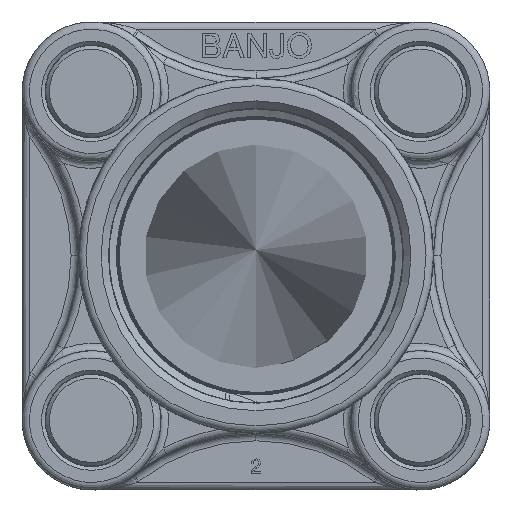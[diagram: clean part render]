
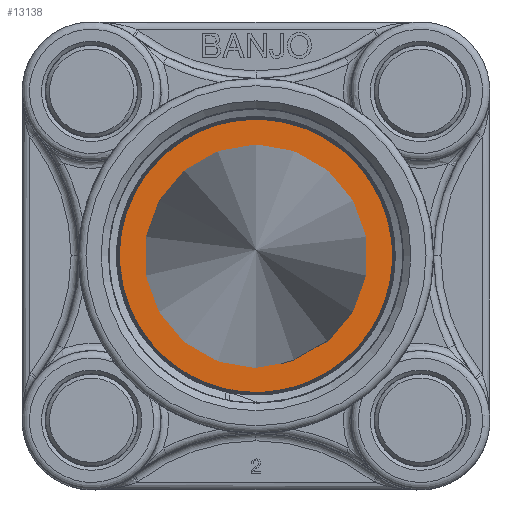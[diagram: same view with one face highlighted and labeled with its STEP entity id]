
A CAD part, top view. The second image highlights one B-rep face of the part: STEP entity #13138.
In plain terms, the highlighted face is planar.
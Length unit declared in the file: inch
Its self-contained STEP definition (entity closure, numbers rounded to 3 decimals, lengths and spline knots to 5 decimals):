
#815=FACE_BOUND('',#4305,.T.);
#816=FACE_BOUND('',#4306,.T.);
#817=FACE_BOUND('',#4307,.T.);
#818=FACE_BOUND('',#4308,.T.);
#819=FACE_BOUND('',#4309,.T.);
#929=PLANE('',#14194);
#1392=LINE('',#20978,#2386);
#1394=LINE('',#20990,#2388);
#1396=LINE('',#21002,#2390);
#1398=LINE('',#21011,#2392);
#2386=VECTOR('',#15916,0.3937);
#2388=VECTOR('',#15930,0.3937);
#2390=VECTOR('',#15944,0.3937);
#2392=VECTOR('',#15956,0.3937);
#3493=FACE_OUTER_BOUND('',#4304,.T.);
#4304=EDGE_LOOP('',(#9691,#9692,#9693,#9694,#9695,#9696,#9697,#9698));
#4305=EDGE_LOOP('',(#9699,#9700));
#4306=EDGE_LOOP('',(#9701));
#4307=EDGE_LOOP('',(#9702));
#4308=EDGE_LOOP('',(#9703));
#4309=EDGE_LOOP('',(#9704));
#5027=CIRCLE('',#14168,0.34375);
#5030=CIRCLE('',#14173,0.34375);
#5034=CIRCLE('',#14179,0.34375);
#5038=CIRCLE('',#14185,0.34375);
#5042=CIRCLE('',#14195,0.75);
#5043=CIRCLE('',#14196,0.75);
#5044=CIRCLE('',#14197,0.203);
#5045=CIRCLE('',#14198,0.203);
#5046=CIRCLE('',#14199,0.203);
#5047=CIRCLE('',#14200,0.203);
#5843=VERTEX_POINT('',#20966);
#5846=VERTEX_POINT('',#20971);
#5848=VERTEX_POINT('',#20976);
#5850=VERTEX_POINT('',#20982);
#5852=VERTEX_POINT('',#20988);
#5854=VERTEX_POINT('',#20994);
#5856=VERTEX_POINT('',#21000);
#5858=VERTEX_POINT('',#21006);
#5864=VERTEX_POINT('',#21032);
#5865=VERTEX_POINT('',#21033);
#5866=VERTEX_POINT('',#21036);
#5867=VERTEX_POINT('',#21038);
#5868=VERTEX_POINT('',#21040);
#5869=VERTEX_POINT('',#21042);
#7264=EDGE_CURVE('',#5846,#5843,#5027,.T.);
#7266=EDGE_CURVE('',#5848,#5846,#1392,.T.);
#7269=EDGE_CURVE('',#5850,#5848,#5030,.T.);
#7272=EDGE_CURVE('',#5852,#5850,#1394,.T.);
#7275=EDGE_CURVE('',#5854,#5852,#5034,.T.);
#7278=EDGE_CURVE('',#5856,#5854,#1396,.T.);
#7281=EDGE_CURVE('',#5858,#5856,#5038,.T.);
#7283=EDGE_CURVE('',#5843,#5858,#1398,.T.);
#7294=EDGE_CURVE('',#5864,#5865,#5042,.T.);
#7295=EDGE_CURVE('',#5865,#5864,#5043,.T.);
#7296=EDGE_CURVE('',#5866,#5866,#5044,.T.);
#7297=EDGE_CURVE('',#5867,#5867,#5045,.T.);
#7298=EDGE_CURVE('',#5868,#5868,#5046,.T.);
#7299=EDGE_CURVE('',#5869,#5869,#5047,.T.);
#9691=ORIENTED_EDGE('',*,*,#7264,.F.);
#9692=ORIENTED_EDGE('',*,*,#7266,.F.);
#9693=ORIENTED_EDGE('',*,*,#7269,.F.);
#9694=ORIENTED_EDGE('',*,*,#7272,.F.);
#9695=ORIENTED_EDGE('',*,*,#7275,.F.);
#9696=ORIENTED_EDGE('',*,*,#7278,.F.);
#9697=ORIENTED_EDGE('',*,*,#7281,.F.);
#9698=ORIENTED_EDGE('',*,*,#7283,.F.);
#9699=ORIENTED_EDGE('',*,*,#7294,.F.);
#9700=ORIENTED_EDGE('',*,*,#7295,.F.);
#9701=ORIENTED_EDGE('',*,*,#7296,.T.);
#9702=ORIENTED_EDGE('',*,*,#7297,.T.);
#9703=ORIENTED_EDGE('',*,*,#7298,.T.);
#9704=ORIENTED_EDGE('',*,*,#7299,.T.);
#13138=ADVANCED_FACE('',(#3493,#815,#816,#817,#818,#819),#929,.T.);
#14168=AXIS2_PLACEMENT_3D('',#20973,#15910,#15911);
#14173=AXIS2_PLACEMENT_3D('',#20984,#15922,#15923);
#14179=AXIS2_PLACEMENT_3D('',#20996,#15936,#15937);
#14185=AXIS2_PLACEMENT_3D('',#21008,#15950,#15951);
#14194=AXIS2_PLACEMENT_3D('',#21031,#15977,#15978);
#14195=AXIS2_PLACEMENT_3D('',#21034,#15979,#15980);
#14196=AXIS2_PLACEMENT_3D('',#21035,#15981,#15982);
#14197=AXIS2_PLACEMENT_3D('',#21037,#15983,#15984);
#14198=AXIS2_PLACEMENT_3D('',#21039,#15985,#15986);
#14199=AXIS2_PLACEMENT_3D('',#21041,#15987,#15988);
#14200=AXIS2_PLACEMENT_3D('',#21043,#15989,#15990);
#15910=DIRECTION('center_axis',(-1.,0.,0.));
#15911=DIRECTION('ref_axis',(0.,-0.707,0.707));
#15916=DIRECTION('',(0.,0.,1.));
#15922=DIRECTION('center_axis',(-1.,0.,0.));
#15923=DIRECTION('ref_axis',(0.,-0.707,-0.707));
#15930=DIRECTION('',(0.,-1.,0.));
#15936=DIRECTION('center_axis',(-1.,0.,0.));
#15937=DIRECTION('ref_axis',(0.,0.707,-0.707));
#15944=DIRECTION('',(0.,0.,-1.));
#15950=DIRECTION('center_axis',(-1.,0.,0.));
#15951=DIRECTION('ref_axis',(0.,0.707,0.707));
#15956=DIRECTION('',(0.,1.,0.));
#15977=DIRECTION('center_axis',(1.,0.,0.));
#15978=DIRECTION('ref_axis',(0.,0.,-1.));
#15979=DIRECTION('center_axis',(1.,0.,0.));
#15980=DIRECTION('ref_axis',(0.,0.,-1.));
#15981=DIRECTION('center_axis',(1.,0.,0.));
#15982=DIRECTION('ref_axis',(0.,0.,-1.));
#15983=DIRECTION('center_axis',(-1.,0.,0.));
#15984=DIRECTION('ref_axis',(0.,0.,1.));
#15985=DIRECTION('center_axis',(-1.,0.,0.));
#15986=DIRECTION('ref_axis',(0.,0.,1.));
#15987=DIRECTION('center_axis',(-1.,0.,0.));
#15988=DIRECTION('ref_axis',(0.,0.,1.));
#15989=DIRECTION('center_axis',(-1.,0.,0.));
#15990=DIRECTION('ref_axis',(0.,0.,1.));
#20966=CARTESIAN_POINT('',(1.34375,-1.31125,1.655));
#20971=CARTESIAN_POINT('',(1.34375,-1.655,1.31125));
#20973=CARTESIAN_POINT('Origin',(1.34375,-1.31125,1.31125));
#20976=CARTESIAN_POINT('',(1.34375,-1.655,-1.31125));
#20978=CARTESIAN_POINT('',(1.34375,-1.655,-0.65563));
#20982=CARTESIAN_POINT('',(1.34375,-1.31125,-1.655));
#20984=CARTESIAN_POINT('Origin',(1.34375,-1.31125,-1.31125));
#20988=CARTESIAN_POINT('',(1.34375,1.31125,-1.655));
#20990=CARTESIAN_POINT('',(1.34375,1.03063,-1.655));
#20994=CARTESIAN_POINT('',(1.34375,1.655,-1.31125));
#20996=CARTESIAN_POINT('Origin',(1.34375,1.31125,-1.31125));
#21000=CARTESIAN_POINT('',(1.34375,1.655,1.31125));
#21002=CARTESIAN_POINT('',(1.34375,1.655,0.65563));
#21006=CARTESIAN_POINT('',(1.34375,1.31125,1.655));
#21008=CARTESIAN_POINT('Origin',(1.34375,1.31125,1.31125));
#21011=CARTESIAN_POINT('',(1.34375,-0.28063,1.655));
#21031=CARTESIAN_POINT('Origin',(1.34375,0.75,0.));
#21032=CARTESIAN_POINT('',(1.34375,0.75,0.));
#21033=CARTESIAN_POINT('',(1.34375,-0.75,0.));
#21034=CARTESIAN_POINT('Origin',(1.34375,0.,0.));
#21035=CARTESIAN_POINT('Origin',(1.34375,0.,0.));
#21036=CARTESIAN_POINT('',(1.34375,1.32936,1.12636));
#21037=CARTESIAN_POINT('Origin',(1.34375,1.32936,1.32936));
#21038=CARTESIAN_POINT('',(1.34375,-1.32936,1.12636));
#21039=CARTESIAN_POINT('Origin',(1.34375,-1.32936,1.32936));
#21040=CARTESIAN_POINT('',(1.34375,-1.32936,-1.53236));
#21041=CARTESIAN_POINT('Origin',(1.34375,-1.32936,-1.32936));
#21042=CARTESIAN_POINT('',(1.34375,1.32936,-1.53236));
#21043=CARTESIAN_POINT('Origin',(1.34375,1.32936,-1.32936));
